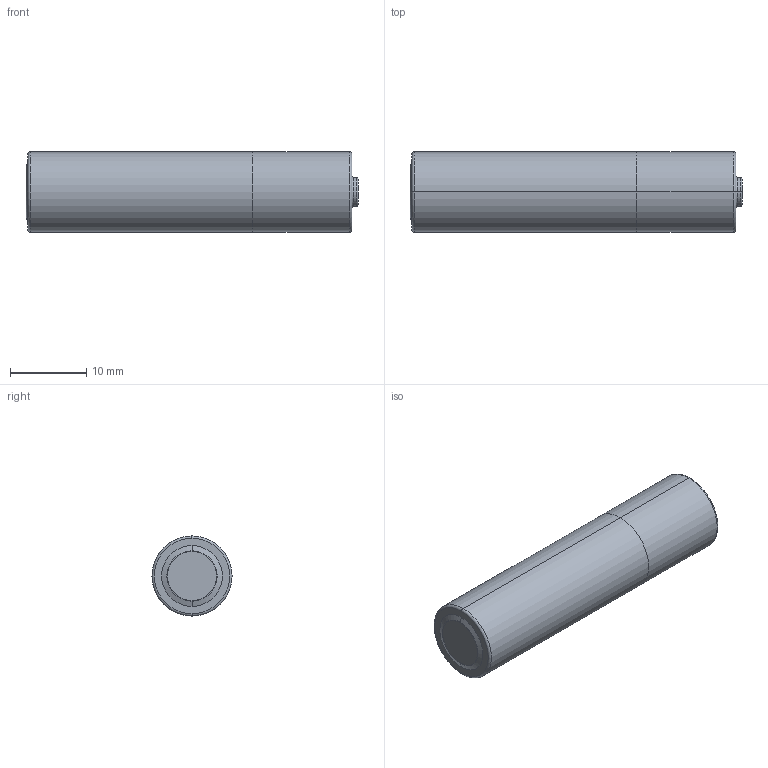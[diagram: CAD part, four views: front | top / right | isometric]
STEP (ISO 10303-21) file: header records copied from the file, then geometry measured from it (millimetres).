
FILE_DESCRIPTION (( 'STEP AP214' ), '1' );
FILE_NAME ('User Library-AAA Battery-1.STEP', '2021-11-26T11:39:59', ( '' ), ( '' ), 'SwSTEP 2.0', 'SolidWorks 2021', '' );
FILE_SCHEMA (( 'AUTOMOTIVE_DESIGN' ));
Length unit declared in the file: millimetre
Products named in the file (1): User Library-AAA Battery-1
Bounding box: 43.5 x 10.5 x 10.5 mm (x, y, z)
Volume: 3693.7 mm3; surface area: 1573.2 mm2
Topology: 1 solids, 1 shells, 22 faces, 42 edges, 24 vertices
Faces by surface type: torus 10, cylinder 6, plane 4, cone 2
Entity records: 774 total; most frequent: DIRECTION 122, CARTESIAN_POINT 89, ORIENTED_EDGE 84, AXIS2_PLACEMENT_3D 57, EDGE_CURVE 42, CIRCLE 34, EDGE_LOOP 24, VERTEX_POINT 24
